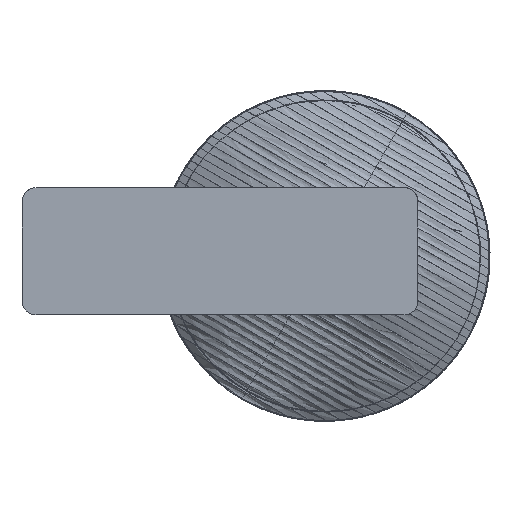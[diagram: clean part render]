
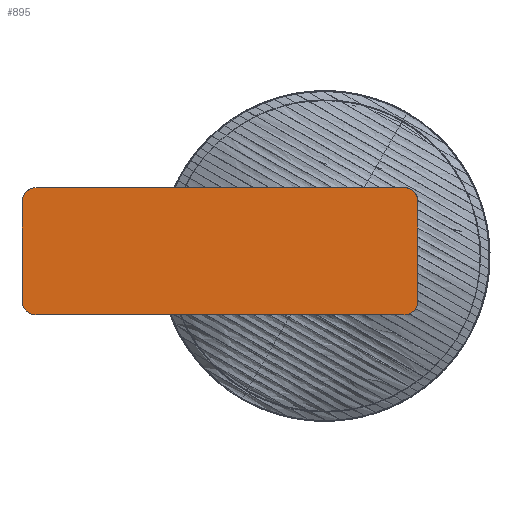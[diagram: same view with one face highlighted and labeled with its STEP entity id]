
A CAD part, top view. The second image highlights one B-rep face of the part: STEP entity #895.
In plain terms, the highlighted planar face has unit normal (0, 0, 1).
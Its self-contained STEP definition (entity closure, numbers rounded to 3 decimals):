
#532=B_SPLINE_CURVE_WITH_KNOTS($,1,(#34065,#34066),.UNSPECIFIED.,.F.,.F.,
(2,2),(-35.002,0.),.UNSPECIFIED.);
#533=B_SPLINE_CURVE_WITH_KNOTS($,1,(#34072,#34073),.UNSPECIFIED.,.F.,.F.,
(2,2),(-130.006,0.),.UNSPECIFIED.);
#534=B_SPLINE_CURVE_WITH_KNOTS($,1,(#34079,#34080),.UNSPECIFIED.,.F.,.F.,
(2,2),(-35.002,0.),.UNSPECIFIED.);
#535=B_SPLINE_CURVE_WITH_KNOTS($,1,(#34086,#34087),.UNSPECIFIED.,.F.,.F.,
(2,2),(-130.006,0.),.UNSPECIFIED.);
#895=ADVANCED_FACE($,(#1034),#2986,.T.);
#1034=FACE_OUTER_BOUND($,#1176,.T.);
#1176=EDGE_LOOP($,(#1905,#1906,#1907,#1908,#1909,#1910,#1911,#1912));
#1905=ORIENTED_EDGE($,*,*,#2538,.T.);
#1906=ORIENTED_EDGE($,*,*,#2539,.T.);
#1907=ORIENTED_EDGE($,*,*,#2540,.T.);
#1908=ORIENTED_EDGE($,*,*,#2541,.T.);
#1909=ORIENTED_EDGE($,*,*,#2542,.T.);
#1910=ORIENTED_EDGE($,*,*,#2543,.T.);
#1911=ORIENTED_EDGE($,*,*,#2544,.T.);
#1912=ORIENTED_EDGE($,*,*,#2545,.T.);
#2538=EDGE_CURVE($,#2951,#2952,#532,.T.);
#2539=EDGE_CURVE($,#2952,#2953,#3147,.T.);
#2540=EDGE_CURVE($,#2953,#2954,#533,.T.);
#2541=EDGE_CURVE($,#2954,#2955,#3148,.T.);
#2542=EDGE_CURVE($,#2955,#2956,#534,.T.);
#2543=EDGE_CURVE($,#2956,#2957,#3149,.T.);
#2544=EDGE_CURVE($,#2957,#2958,#535,.T.);
#2545=EDGE_CURVE($,#2958,#2951,#3150,.T.);
#2951=VERTEX_POINT($,#34807);
#2952=VERTEX_POINT($,#34808);
#2953=VERTEX_POINT($,#34809);
#2954=VERTEX_POINT($,#34810);
#2955=VERTEX_POINT($,#34811);
#2956=VERTEX_POINT($,#34812);
#2957=VERTEX_POINT($,#34813);
#2958=VERTEX_POINT($,#34814);
#2986=PLANE($,#3231);
#3147=(
BOUNDED_CURVE()
B_SPLINE_CURVE(2,(#34067,#34068,#34069,#34070,#34071),.UNSPECIFIED.,.F.,
.F.)
B_SPLINE_CURVE_WITH_KNOTS((3,2,3),(11.783,15.71,19.637),
.UNSPECIFIED.)
CURVE()
GEOMETRIC_REPRESENTATION_ITEM()
RATIONAL_B_SPLINE_CURVE((1.,0.924,1.,0.924,1.))
REPRESENTATION_ITEM($)
);
#3148=(
BOUNDED_CURVE()
B_SPLINE_CURVE(2,(#34074,#34075,#34076,#34077,#34078),.UNSPECIFIED.,.F.,
.F.)
B_SPLINE_CURVE_WITH_KNOTS((3,2,3),(11.783,15.71,19.637),
.UNSPECIFIED.)
CURVE()
GEOMETRIC_REPRESENTATION_ITEM()
RATIONAL_B_SPLINE_CURVE((1.,0.924,1.,0.924,1.))
REPRESENTATION_ITEM($)
);
#3149=(
BOUNDED_CURVE()
B_SPLINE_CURVE(2,(#34081,#34082,#34083,#34084,#34085),.UNSPECIFIED.,.F.,
.F.)
B_SPLINE_CURVE_WITH_KNOTS((3,2,3),(11.783,15.71,19.637),
.UNSPECIFIED.)
CURVE()
GEOMETRIC_REPRESENTATION_ITEM()
RATIONAL_B_SPLINE_CURVE((1.,0.924,1.,0.924,1.))
REPRESENTATION_ITEM($)
);
#3150=(
BOUNDED_CURVE()
B_SPLINE_CURVE(2,(#34088,#34089,#34090,#34091,#34092),.UNSPECIFIED.,.F.,
.F.)
B_SPLINE_CURVE_WITH_KNOTS((3,2,3),(11.783,15.71,19.637),
.UNSPECIFIED.)
CURVE()
GEOMETRIC_REPRESENTATION_ITEM()
RATIONAL_B_SPLINE_CURVE((1.,0.924,1.,0.924,1.))
REPRESENTATION_ITEM($)
);
#3231=AXIS2_PLACEMENT_3D($,#34681,#3252,$);
#3252=DIRECTION($,(0.,0.,1.));
#34065=CARTESIAN_POINT($,(37.002,-16.501,-1.));
#34066=CARTESIAN_POINT($,(37.002,18.501,-1.));
#34067=CARTESIAN_POINT($,(37.002,18.501,-1.));
#34068=CARTESIAN_POINT($,(37.002,20.572,-1.));
#34069=CARTESIAN_POINT($,(35.538,22.036,-1.));
#34070=CARTESIAN_POINT($,(34.074,23.5,-1.));
#34071=CARTESIAN_POINT($,(32.003,23.5,-1.));
#34072=CARTESIAN_POINT($,(32.003,23.5,-1.));
#34073=CARTESIAN_POINT($,(-98.003,23.5,-1.));
#34074=CARTESIAN_POINT($,(-98.003,23.5,-1.));
#34075=CARTESIAN_POINT($,(-100.074,23.5,-1.));
#34076=CARTESIAN_POINT($,(-101.538,22.036,-1.));
#34077=CARTESIAN_POINT($,(-103.002,20.572,-1.));
#34078=CARTESIAN_POINT($,(-103.002,18.501,-1.));
#34079=CARTESIAN_POINT($,(-103.002,18.501,-1.));
#34080=CARTESIAN_POINT($,(-103.002,-16.501,-1.));
#34081=CARTESIAN_POINT($,(-103.002,-16.501,-1.));
#34082=CARTESIAN_POINT($,(-103.002,-18.572,-1.));
#34083=CARTESIAN_POINT($,(-101.538,-20.036,-1.));
#34084=CARTESIAN_POINT($,(-100.074,-21.5,-1.));
#34085=CARTESIAN_POINT($,(-98.003,-21.5,-1.));
#34086=CARTESIAN_POINT($,(-98.003,-21.5,-1.));
#34087=CARTESIAN_POINT($,(32.003,-21.5,-1.));
#34088=CARTESIAN_POINT($,(32.003,-21.5,-1.));
#34089=CARTESIAN_POINT($,(34.074,-21.5,-1.));
#34090=CARTESIAN_POINT($,(35.538,-20.036,-1.));
#34091=CARTESIAN_POINT($,(37.002,-18.572,-1.));
#34092=CARTESIAN_POINT($,(37.002,-16.501,-1.));
#34681=CARTESIAN_POINT($,(-103.002,-21.5,-1.));
#34807=CARTESIAN_POINT($,(37.002,-16.501,-1.));
#34808=CARTESIAN_POINT($,(37.002,18.501,-1.));
#34809=CARTESIAN_POINT($,(32.003,23.5,-1.));
#34810=CARTESIAN_POINT($,(-98.003,23.5,-1.));
#34811=CARTESIAN_POINT($,(-103.002,18.501,-1.));
#34812=CARTESIAN_POINT($,(-103.002,-16.501,-1.));
#34813=CARTESIAN_POINT($,(-98.003,-21.5,-1.));
#34814=CARTESIAN_POINT($,(32.003,-21.5,-1.));
